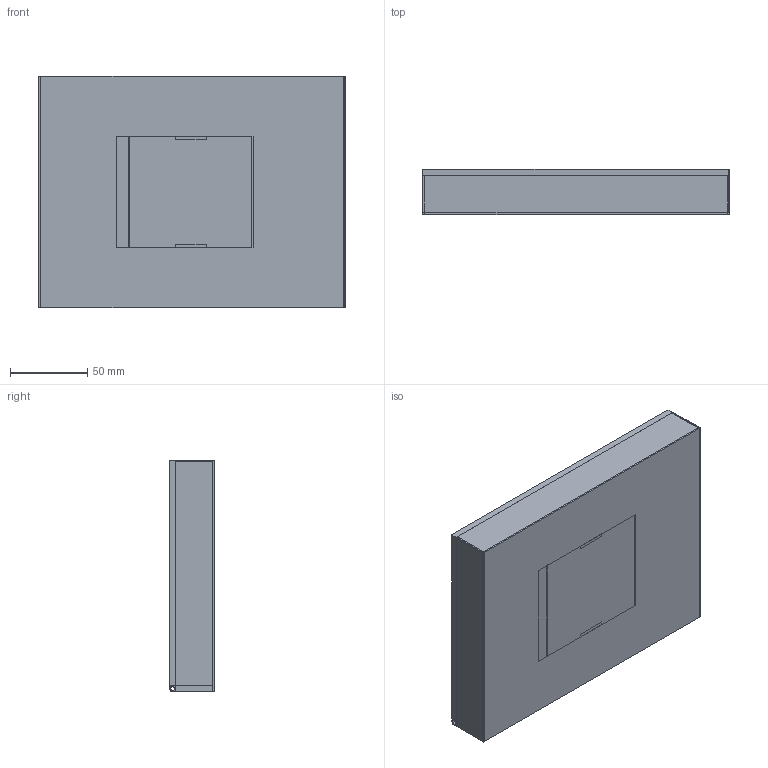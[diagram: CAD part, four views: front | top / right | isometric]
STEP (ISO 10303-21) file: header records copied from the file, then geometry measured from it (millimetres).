
FILE_DESCRIPTION(/* description */ (''),/* implementation_level */ '2;1');
FILE_NAME(/* name */ 'C64Case.step',/* time_stamp */ '2026-02-20T12:57:21-08:00',/* author */ (''),/* organization */ (''),/* preprocessor_version */ 'ST-DEVELOPER v20.1',/* originating_system */ 'Autodesk Translation Framework v14.24.0.0',/* authorisation */ '');
FILE_SCHEMA (('AUTOMOTIVE_DESIGN { 1 0 10303 214 3 1 1 }'));
Length unit declared in the file: millimetre
Products named in the file (1): 2026-01-30-22-44-45-473
Bounding box: 198.55 x 29 x 150.01 mm (x, y, z)
Volume: 135159.8 mm3; surface area: 186856.8 mm2
Topology: 27 solids, 27 shells, 178 faces, 369 edges, 246 vertices
Faces by surface type: plane 156, cylinder 22
Full cylindrical faces by diameter (mm): 2.5 x11
Entity records: 4708 total; most frequent: CARTESIAN_POINT 794, DIRECTION 771, ORIENTED_EDGE 738, EDGE_CURVE 369, LINE 325, VECTOR 325, VERTEX_POINT 246, AXIS2_PLACEMENT_3D 223
